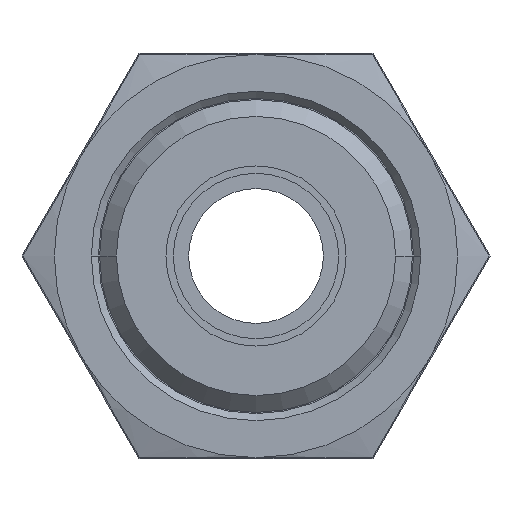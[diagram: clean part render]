
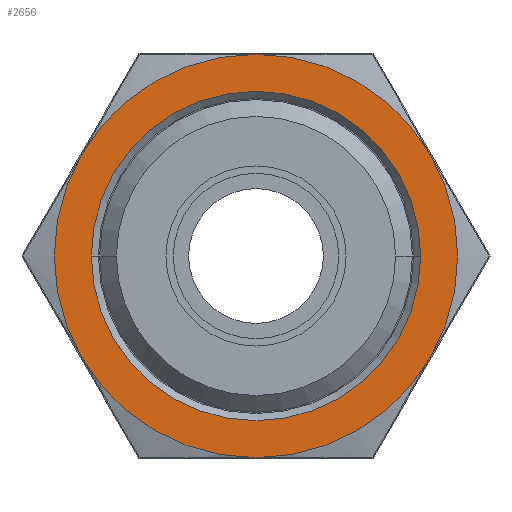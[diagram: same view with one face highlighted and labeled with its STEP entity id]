
A CAD part, left-side view. The second image highlights one B-rep face of the part: STEP entity #2656.
In plain terms, the highlighted planar face has unit normal (-1, 0, 0).
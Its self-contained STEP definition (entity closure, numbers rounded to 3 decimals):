
#2215=CARTESIAN_POINT('',(-4.57,0.,0.));
#2216=DIRECTION('',(1.,0.,0.));
#2217=DIRECTION('',(0.,0.866,0.5));
#2218=AXIS2_PLACEMENT_3D('',#2215,#2216,#2217);
#2220=CARTESIAN_POINT('',(-4.57,0.,0.));
#2221=DIRECTION('',(1.,0.,0.));
#2222=DIRECTION('',(0.,0.,1.));
#2223=AXIS2_PLACEMENT_3D('',#2220,#2221,#2222);
#2225=CARTESIAN_POINT('',(-4.57,0.,0.));
#2226=DIRECTION('',(1.,0.,0.));
#2227=DIRECTION('',(0.,-0.866,-0.5));
#2228=AXIS2_PLACEMENT_3D('',#2225,#2226,#2227);
#2230=CARTESIAN_POINT('',(-4.57,0.,0.));
#2231=DIRECTION('',(1.,0.,0.));
#2232=DIRECTION('',(0.,0.,-1.));
#2233=AXIS2_PLACEMENT_3D('',#2230,#2231,#2232);
#2235=CARTESIAN_POINT('',(-4.57,0.,0.));
#2236=DIRECTION('',(1.,0.,0.));
#2237=DIRECTION('',(0.,-1.,0.));
#2238=AXIS2_PLACEMENT_3D('',#2235,#2236,#2237);
#2240=CARTESIAN_POINT('',(-4.57,0.,0.));
#2241=DIRECTION('',(1.,0.,0.));
#2242=DIRECTION('',(0.,1.,0.));
#2243=AXIS2_PLACEMENT_3D('',#2240,#2241,#2242);
#2245=CARTESIAN_POINT('',(-4.57,0.,0.));
#2246=DIRECTION('',(-1.,0.,0.));
#2247=DIRECTION('',(0.,0.866,0.5));
#2248=AXIS2_PLACEMENT_3D('',#2245,#2246,#2247);
#2450=CARTESIAN_POINT('',(-4.57,0.,0.));
#2451=DIRECTION('',(-1.,0.,0.));
#2452=DIRECTION('',(0.,-0.866,-0.5));
#2453=AXIS2_PLACEMENT_3D('',#2450,#2451,#2452);
#2579=CARTESIAN_POINT('',(-4.57,12.315,7.11));
#2580=CARTESIAN_POINT('',(-4.57,0.,14.22));
#2581=VERTEX_POINT('',#2579);
#2582=VERTEX_POINT('',#2580);
#2583=CARTESIAN_POINT('',(-4.57,-12.315,7.11));
#2584=VERTEX_POINT('',#2583);
#2585=CARTESIAN_POINT('',(-4.57,-12.315,-7.11));
#2586=CARTESIAN_POINT('',(-4.57,0.,-14.22));
#2587=VERTEX_POINT('',#2585);
#2588=VERTEX_POINT('',#2586);
#2589=CARTESIAN_POINT('',(-4.57,12.315,-7.11));
#2590=VERTEX_POINT('',#2589);
#2615=CARTESIAN_POINT('',(-4.57,-11.61,0.));
#2616=CARTESIAN_POINT('',(-4.57,11.61,0.));
#2617=VERTEX_POINT('',#2615);
#2618=VERTEX_POINT('',#2616);
#2631=CARTESIAN_POINT('',(-4.57,0.,0.));
#2632=DIRECTION('',(1.,0.,0.));
#2633=DIRECTION('',(0.,-1.,0.));
#2634=AXIS2_PLACEMENT_3D('',#2631,#2632,#2633);
#2635=PLANE('',#2634);
#2637=ORIENTED_EDGE('',*,*,#2636,.F.);
#2639=ORIENTED_EDGE('',*,*,#2638,.T.);
#2641=ORIENTED_EDGE('',*,*,#2640,.T.);
#2643=ORIENTED_EDGE('',*,*,#2642,.F.);
#2645=ORIENTED_EDGE('',*,*,#2644,.T.);
#2647=ORIENTED_EDGE('',*,*,#2646,.T.);
#2648=EDGE_LOOP('',(#2637,#2639,#2641,#2643,#2645,#2647));
#2649=FACE_OUTER_BOUND('',#2648,.F.);
#2651=ORIENTED_EDGE('',*,*,#2650,.F.);
#2653=ORIENTED_EDGE('',*,*,#2652,.F.);
#2654=EDGE_LOOP('',(#2651,#2653));
#2655=FACE_BOUND('',#2654,.F.);
#2656=ADVANCED_FACE('',(#2649,#2655),#2635,.F.);
#2219=CIRCLE('',#2218,14.22);
#2224=CIRCLE('',#2223,14.22);
#2229=CIRCLE('',#2228,14.22);
#2234=CIRCLE('',#2233,14.22);
#2239=CIRCLE('',#2238,11.61);
#2244=CIRCLE('',#2243,11.61);
#2249=CIRCLE('',#2248,14.22);
#2454=CIRCLE('',#2453,14.22);
#2636=EDGE_CURVE('',#2581,#2590,#2249,.T.);
#2638=EDGE_CURVE('',#2581,#2582,#2219,.T.);
#2640=EDGE_CURVE('',#2582,#2584,#2224,.T.);
#2642=EDGE_CURVE('',#2587,#2584,#2454,.T.);
#2644=EDGE_CURVE('',#2587,#2588,#2229,.T.);
#2646=EDGE_CURVE('',#2588,#2590,#2234,.T.);
#2650=EDGE_CURVE('',#2617,#2618,#2239,.T.);
#2652=EDGE_CURVE('',#2618,#2617,#2244,.T.);
